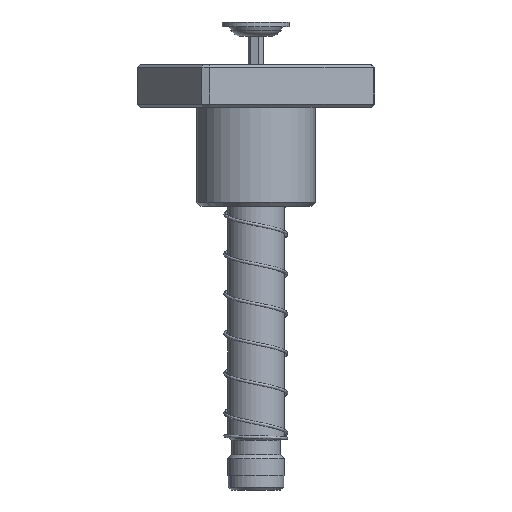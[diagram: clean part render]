
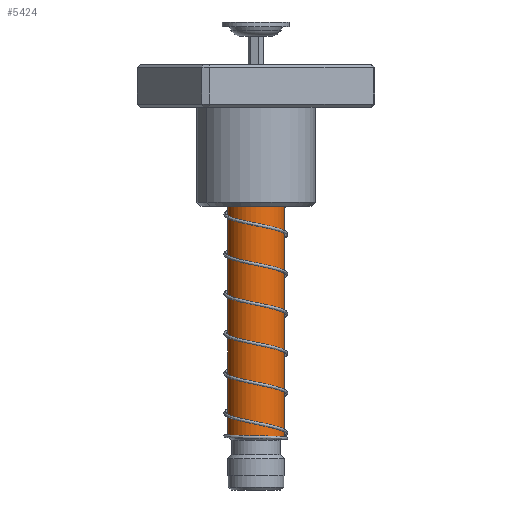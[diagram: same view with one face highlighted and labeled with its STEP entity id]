
A CAD part, front view. The second image highlights one B-rep face of the part: STEP entity #5424.
In plain terms, the highlighted cylindrical face has radius 10 mm (diameter 20 mm), a partial arc.
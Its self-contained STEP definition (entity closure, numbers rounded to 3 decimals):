
#485 = DIRECTION ( 'NONE',  ( -1., 0., 0. ) ) ;
#1467 = CARTESIAN_POINT ( 'NONE',  ( 10., 0., 147.5 ) ) ;
#1694 = VECTOR ( 'NONE', #17263, 1000. ) ;
#1724 = VERTEX_POINT ( 'NONE', #15053 ) ;
#1875 = CARTESIAN_POINT ( 'NONE',  ( -10., 0., 19. ) ) ;
#2952 = ORIENTED_EDGE ( 'NONE', *, *, #21652, .T. ) ;
#3190 = FACE_OUTER_BOUND ( 'NONE', #4141, .T. ) ;
#4141 = EDGE_LOOP ( 'NONE', ( #4854, #10427, #2952, #15104 ) ) ;
#4151 = CIRCLE ( 'NONE', #19998, 10. ) ;
#4854 = ORIENTED_EDGE ( 'NONE', *, *, #17872, .F. ) ;
#5027 = CARTESIAN_POINT ( 'NONE',  ( 10., 0., 150. ) ) ;
#5424 = ADVANCED_FACE ( 'NONE', ( #3190 ), #26868, .T. ) ;
#6642 = CARTESIAN_POINT ( 'NONE',  ( 0., 0., 150. ) ) ;
#6748 = CARTESIAN_POINT ( 'NONE',  ( 0., 0., 19. ) ) ;
#7640 = CARTESIAN_POINT ( 'NONE',  ( 0., 0., 147.5 ) ) ;
#7905 = DIRECTION ( 'NONE',  ( 0., 0., -1. ) ) ;
#8320 = VERTEX_POINT ( 'NONE', #1467 ) ;
#10427 = ORIENTED_EDGE ( 'NONE', *, *, #26257, .T. ) ;
#10441 = VECTOR ( 'NONE', #24269, 1000. ) ;
#11661 = VERTEX_POINT ( 'NONE', #1875 ) ;
#13169 = DIRECTION ( 'NONE',  ( 0., 0., -1. ) ) ;
#13258 = AXIS2_PLACEMENT_3D ( 'NONE', #7640, #7905, #22505 ) ;
#13605 = CIRCLE ( 'NONE', #13258, 10. ) ;
#13780 = LINE ( 'NONE', #5027, #10441 ) ;
#14172 = EDGE_CURVE ( 'NONE', #1724, #11661, #4151, .T. ) ;
#15053 = CARTESIAN_POINT ( 'NONE',  ( 10., 0., 19. ) ) ;
#15104 = ORIENTED_EDGE ( 'NONE', *, *, #14172, .F. ) ;
#15286 = AXIS2_PLACEMENT_3D ( 'NONE', #6642, #23289, #23380 ) ;
#17263 = DIRECTION ( 'NONE',  ( 0., 0., -1. ) ) ;
#17872 = EDGE_CURVE ( 'NONE', #8320, #1724, #13780, .T. ) ;
#19998 = AXIS2_PLACEMENT_3D ( 'NONE', #6748, #13169, #485 ) ;
#21650 = LINE ( 'NONE', #23416, #1694 ) ;
#21652 = EDGE_CURVE ( 'NONE', #22108, #11661, #21650, .T. ) ;
#22108 = VERTEX_POINT ( 'NONE', #22450 ) ;
#22450 = CARTESIAN_POINT ( 'NONE',  ( -10., 0., 147.5 ) ) ;
#22505 = DIRECTION ( 'NONE',  ( 1., 0., 0. ) ) ;
#23289 = DIRECTION ( 'NONE',  ( 0., 0., -1. ) ) ;
#23380 = DIRECTION ( 'NONE',  ( -1., 0., 0. ) ) ;
#23416 = CARTESIAN_POINT ( 'NONE',  ( -10., 0., 150. ) ) ;
#24269 = DIRECTION ( 'NONE',  ( 0., 0., -1. ) ) ;
#26257 = EDGE_CURVE ( 'NONE', #8320, #22108, #13605, .T. ) ;
#26868 = CYLINDRICAL_SURFACE ( 'NONE', #15286, 10. ) ;
